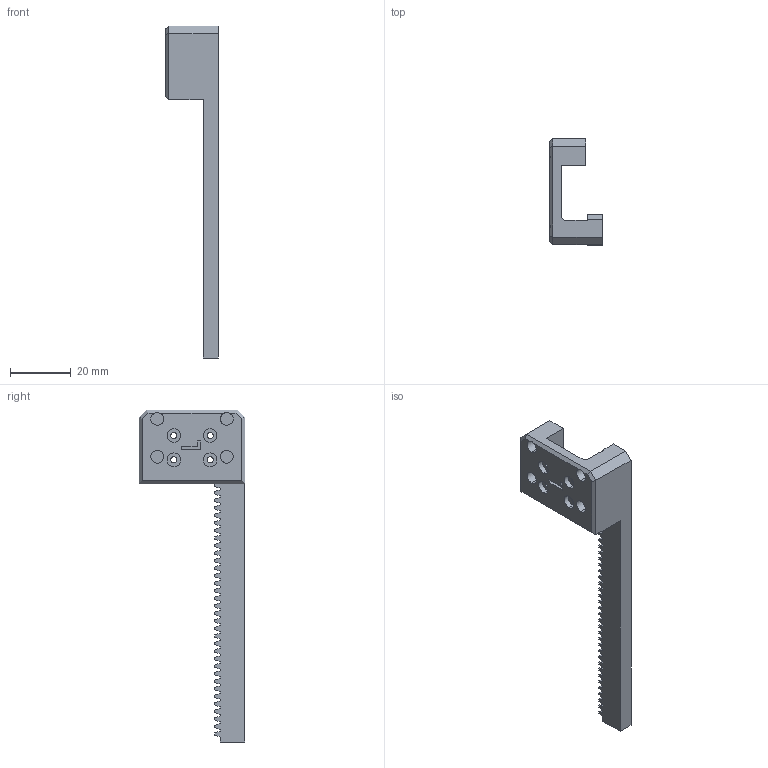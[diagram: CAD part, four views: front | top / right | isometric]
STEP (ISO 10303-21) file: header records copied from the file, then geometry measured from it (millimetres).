
FILE_DESCRIPTION (( 'STEP AP214' ), '1' );
FILE_NAME ('JAW_200MM.STEP', '2026-01-05T09:42:24', ( '' ), ( '' ), 'SwSTEP 2.0', 'SolidWorks 2020', '' );
FILE_SCHEMA (( 'AUTOMOTIVE_DESIGN' ));
Length unit declared in the file: millimetre
Products named in the file (1): JAW_200MM
Bounding box: 17.4 x 35 x 109.66 mm (x, y, z)
Volume: 11051 mm3; surface area: 7012.8 mm2
Topology: 1 solids, 1 shells, 233 faces, 678 edges, 450 vertices
Faces by surface type: plane 209, cylinder 24
Entity records: 7632 total; most frequent: CARTESIAN_POINT 1380, ORIENTED_EDGE 1356, DIRECTION 1190, EDGE_CURVE 678, VECTOR 622, LINE 622, VERTEX_POINT 450, AXIS2_PLACEMENT_3D 284
